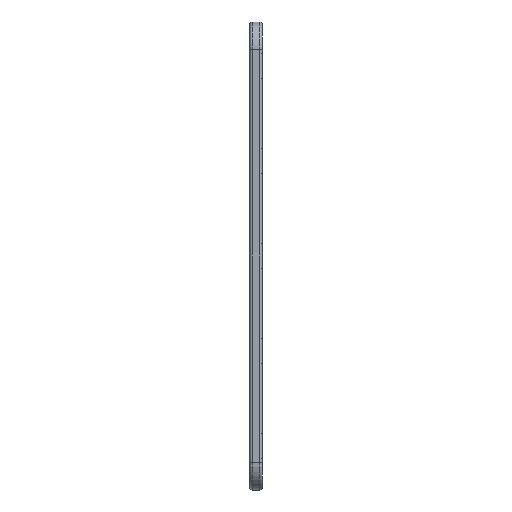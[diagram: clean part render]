
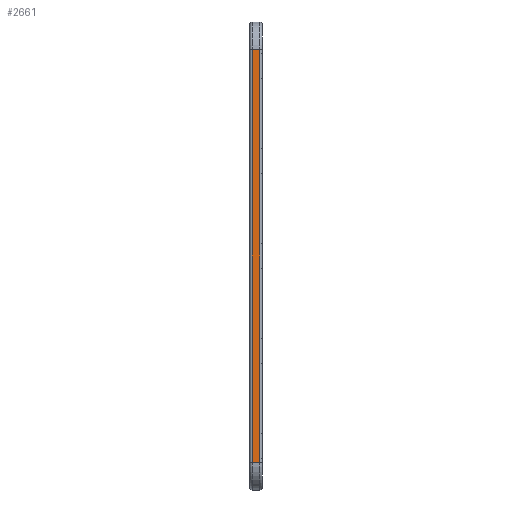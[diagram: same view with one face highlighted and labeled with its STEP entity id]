
A CAD part, left-side view. The second image highlights one B-rep face of the part: STEP entity #2661.
In plain terms, the highlighted planar face has unit normal (-1, 0, 0).
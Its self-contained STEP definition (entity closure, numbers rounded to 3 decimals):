
#227=FACE_OUTER_BOUND('',#412,.T.);
#412=EDGE_LOOP('',(#2333,#2334,#2335,#2336));
#500=LINE('',#3790,#791);
#713=LINE('',#4328,#1004);
#714=LINE('',#4332,#1005);
#715=LINE('',#4333,#1006);
#791=VECTOR('',#3040,10.);
#1004=VECTOR('',#3559,10.);
#1005=VECTOR('',#3564,10.);
#1006=VECTOR('',#3565,10.);
#1138=VERTEX_POINT('',#3787);
#1139=VERTEX_POINT('',#3789);
#1311=VERTEX_POINT('',#4327);
#1312=VERTEX_POINT('',#4331);
#1401=EDGE_CURVE('',#1138,#1139,#500,.T.);
#1657=EDGE_CURVE('',#1139,#1311,#713,.T.);
#1659=EDGE_CURVE('',#1138,#1312,#714,.T.);
#1660=EDGE_CURVE('',#1311,#1312,#715,.T.);
#2333=ORIENTED_EDGE('',*,*,#1401,.F.);
#2334=ORIENTED_EDGE('',*,*,#1659,.T.);
#2335=ORIENTED_EDGE('',*,*,#1660,.F.);
#2336=ORIENTED_EDGE('',*,*,#1657,.F.);
#2521=PLANE('',#2869);
#2661=ADVANCED_FACE('',(#227),#2521,.T.);
#2869=AXIS2_PLACEMENT_3D('',#4330,#3562,#3563);
#3040=DIRECTION('',(0.,0.,-1.));
#3559=DIRECTION('',(0.,1.,0.));
#3562=DIRECTION('center_axis',(-1.,0.,0.));
#3563=DIRECTION('ref_axis',(0.,0.,1.));
#3564=DIRECTION('',(0.,1.,0.));
#3565=DIRECTION('',(0.,0.,1.));
#3787=CARTESIAN_POINT('',(0.,1.,176.));
#3789=CARTESIAN_POINT('',(0.,1.,11.));
#3790=CARTESIAN_POINT('',(0.,1.,52.25));
#4327=CARTESIAN_POINT('',(0.,4.,11.));
#4328=CARTESIAN_POINT('',(0.,0.,11.));
#4330=CARTESIAN_POINT('Origin',(0.,0.,11.));
#4331=CARTESIAN_POINT('',(0.,4.,176.));
#4332=CARTESIAN_POINT('',(0.,0.,176.));
#4333=CARTESIAN_POINT('',(0.,4.,52.25));
